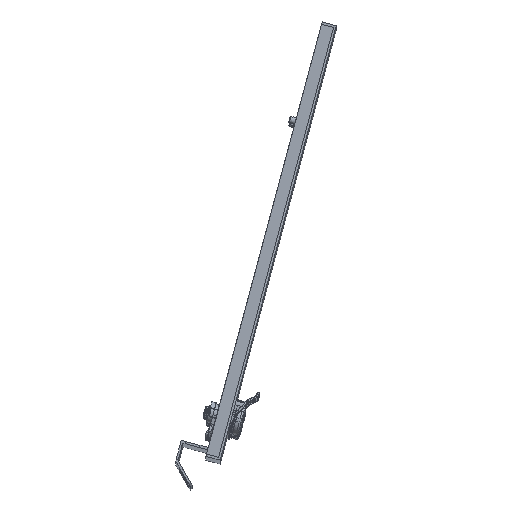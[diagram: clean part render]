
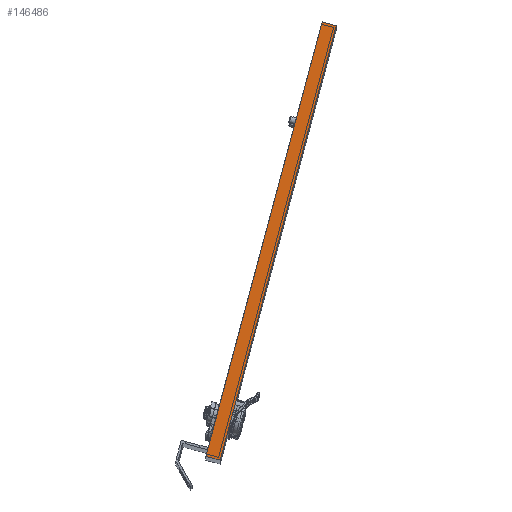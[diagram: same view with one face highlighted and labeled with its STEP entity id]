
A CAD part, top view. The second image highlights one B-rep face of the part: STEP entity #146486.
In plain terms, the highlighted planar face has unit normal (0, 0, 1).
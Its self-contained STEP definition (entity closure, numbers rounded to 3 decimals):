
#2672 = VECTOR ( 'NONE', #20413, 1000. ) ;
#12204 = VECTOR ( 'NONE', #79676, 1000. ) ;
#19334 = LINE ( 'NONE', #72127, #2672 ) ;
#20413 = DIRECTION ( 'NONE',  ( -0.966, 0.259, 0. ) ) ;
#24889 = EDGE_LOOP ( 'NONE', ( #164190, #81543, #179166, #164955 ) ) ;
#25521 = CARTESIAN_POINT ( 'NONE',  ( -98.856, -312.383, 1145. ) ) ;
#27994 = VECTOR ( 'NONE', #174292, 1000. ) ;
#28962 = FACE_OUTER_BOUND ( 'NONE', #24889, .T. ) ;
#33077 = VERTEX_POINT ( 'NONE', #40634 ) ;
#37949 = EDGE_CURVE ( 'NONE', #125556, #177486, #59986, .T. ) ;
#40634 = CARTESIAN_POINT ( 'NONE',  ( -35.229, -124.961, 1145. ) ) ;
#59255 = VERTEX_POINT ( 'NONE', #158773 ) ;
#59986 = LINE ( 'NONE', #77232, #210212 ) ;
#68747 = AXIS2_PLACEMENT_3D ( 'NONE', #209039, #177718, #78549 ) ;
#72127 = CARTESIAN_POINT ( 'NONE',  ( -32.304, -125.744, 1145. ) ) ;
#75884 = CARTESIAN_POINT ( 'NONE',  ( -137.367, -506.527, 1145. ) ) ;
#77232 = CARTESIAN_POINT ( 'NONE',  ( -134.442, -507.311, 1145. ) ) ;
#77491 = PLANE ( 'NONE',  #68747 ) ;
#78549 = DIRECTION ( 'NONE',  ( 0.966, -0.259, 0. ) ) ;
#79676 = DIRECTION ( 'NONE',  ( 0.259, 0.966, 0. ) ) ;
#80444 = DIRECTION ( 'NONE',  ( -0.966, 0.259, 0. ) ) ;
#81543 = ORIENTED_EDGE ( 'NONE', *, *, #189476, .T. ) ;
#85036 = EDGE_CURVE ( 'NONE', #125556, #33077, #111989, .T. ) ;
#97972 = CARTESIAN_POINT ( 'NONE',  ( -86.298, -315.744, 1145. ) ) ;
#108092 = CARTESIAN_POINT ( 'NONE',  ( -149.925, -503.166, 1145. ) ) ;
#111989 = LINE ( 'NONE', #97972, #12204 ) ;
#124726 = LINE ( 'NONE', #25521, #27994 ) ;
#125556 = VERTEX_POINT ( 'NONE', #75884 ) ;
#146486 = ADVANCED_FACE ( 'NONE', ( #28962 ), #77491, .F. ) ;
#158773 = CARTESIAN_POINT ( 'NONE',  ( -47.787, -121.6, 1145. ) ) ;
#164190 = ORIENTED_EDGE ( 'NONE', *, *, #85036, .T. ) ;
#164955 = ORIENTED_EDGE ( 'NONE', *, *, #37949, .F. ) ;
#174292 = DIRECTION ( 'NONE',  ( -0.259, -0.966, 0. ) ) ;
#176207 = EDGE_CURVE ( 'NONE', #59255, #177486, #124726, .T. ) ;
#177486 = VERTEX_POINT ( 'NONE', #108092 ) ;
#177718 = DIRECTION ( 'NONE',  ( 0., 0., -1. ) ) ;
#179166 = ORIENTED_EDGE ( 'NONE', *, *, #176207, .T. ) ;
#189476 = EDGE_CURVE ( 'NONE', #33077, #59255, #19334, .T. ) ;
#209039 = CARTESIAN_POINT ( 'NONE',  ( -86.298, -315.744, 1145. ) ) ;
#210212 = VECTOR ( 'NONE', #80444, 1000. ) ;
